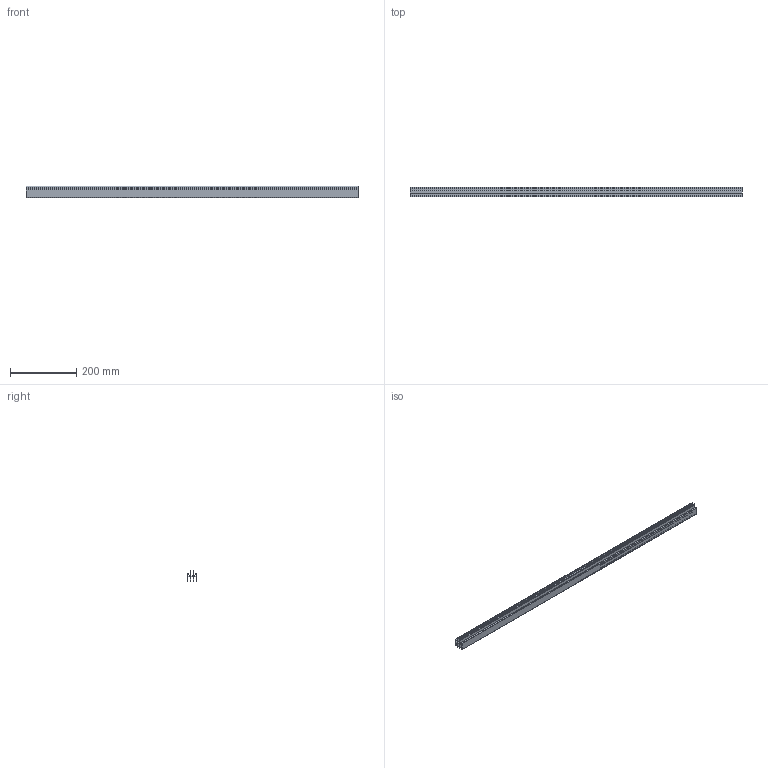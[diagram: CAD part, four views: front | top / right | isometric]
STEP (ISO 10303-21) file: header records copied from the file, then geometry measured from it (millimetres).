
FILE_DESCRIPTION(('STEP AP214'),'1');
FILE_NAME('cctmp_2B586CB3-13EF-4AC4-8D97-F0AE247197C5_2020_1_20_11_28_50_805..stp','2020-01-20T10:28:50',('Bosch Rexroth AG'),('CADClick - www.CADClick.com'),'Spatial InterOp 3D',' ','unknown authorization - (Healing Option Enabled)');
FILE_SCHEMA(('AUTOMOTIVE_DESIGN'));
Length unit declared in the file: millimetre
Products named in the file (1): 2020_01_20__11-28-50-804
Bounding box: 1000 x 29 x 33.8 mm (x, y, z)
Volume: 246165.2 mm3; surface area: 284492.4 mm2
Topology: 1 solids, 1 shells, 46 faces, 132 edges, 88 vertices
Faces by surface type: plane 40, cylinder 6
Entity records: 1880 total; most frequent: CARTESIAN_POINT 267, ORIENTED_EDGE 264, DIRECTION 238, EDGE_CURVE 132, LINE 120, VECTOR 120, VERTEX_POINT 88, AXIS2_PLACEMENT_3D 59
